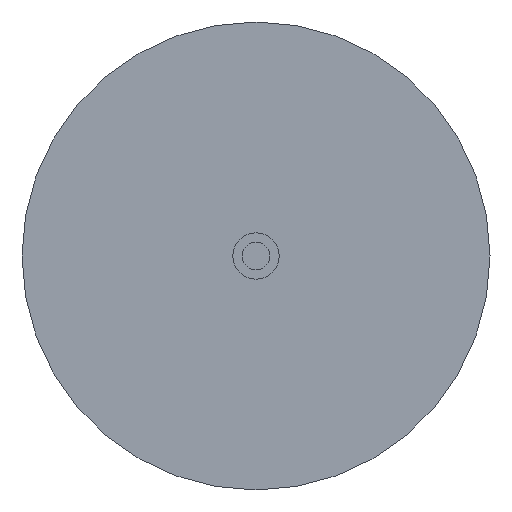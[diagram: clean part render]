
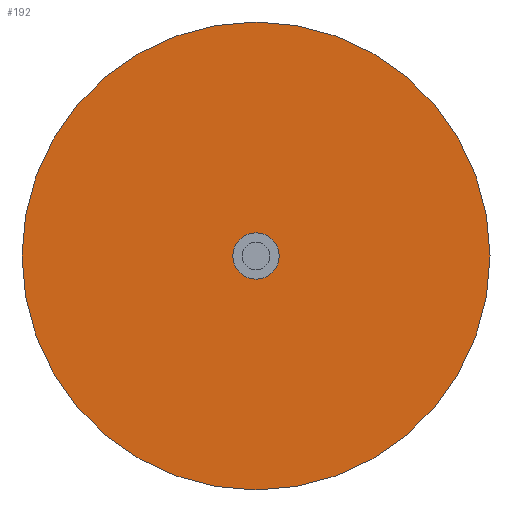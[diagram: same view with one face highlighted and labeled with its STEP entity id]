
A CAD part, left-side view. The second image highlights one B-rep face of the part: STEP entity #192.
In plain terms, the highlighted planar face has unit normal (-1, 0, 0).
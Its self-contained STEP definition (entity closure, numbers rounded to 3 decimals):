
#19=PLANE('',#227);
#40=FACE_BOUND('',#89,.T.);
#57=FACE_OUTER_BOUND('',#88,.T.);
#88=EDGE_LOOP('',(#168));
#89=EDGE_LOOP('',(#169));
#95=CIRCLE('',#204,5.05);
#103=CIRCLE('',#218,0.5);
#111=VERTEX_POINT('',#311);
#119=VERTEX_POINT('',#333);
#127=EDGE_CURVE('',#111,#111,#95,.T.);
#135=EDGE_CURVE('',#119,#119,#103,.T.);
#168=ORIENTED_EDGE('',*,*,#127,.F.);
#169=ORIENTED_EDGE('',*,*,#135,.T.);
#192=ADVANCED_FACE('',(#57,#40),#19,.T.);
#204=AXIS2_PLACEMENT_3D('',#312,#248,#249);
#218=AXIS2_PLACEMENT_3D('',#334,#276,#277);
#227=AXIS2_PLACEMENT_3D('',#345,#294,#295);
#248=DIRECTION('center_axis',(1.,0.,0.));
#249=DIRECTION('ref_axis',(0.,0.,-1.));
#276=DIRECTION('center_axis',(1.,0.,0.));
#277=DIRECTION('ref_axis',(0.,0.,-1.));
#294=DIRECTION('center_axis',(-1.,0.,0.));
#295=DIRECTION('ref_axis',(0.,0.,1.));
#311=CARTESIAN_POINT('',(-9.664,5.05,0.));
#312=CARTESIAN_POINT('Origin',(-9.664,0.,
0.));
#333=CARTESIAN_POINT('',(-9.664,0.,0.5));
#334=CARTESIAN_POINT('Origin',(-9.664,0.,
0.));
#345=CARTESIAN_POINT('Origin',(-9.664,5.05,0.));
